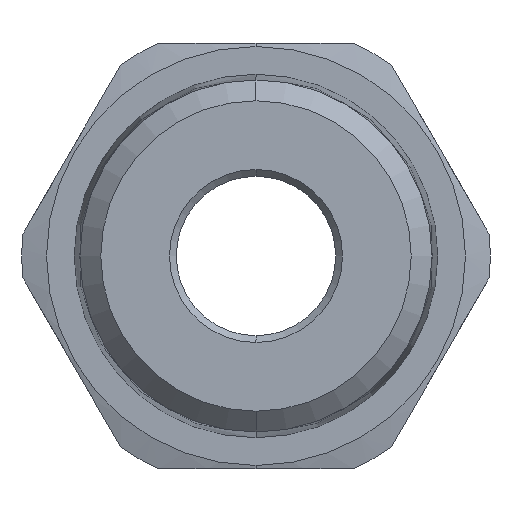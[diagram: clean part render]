
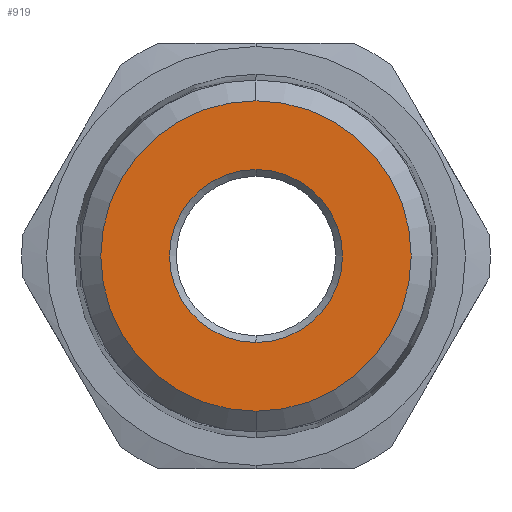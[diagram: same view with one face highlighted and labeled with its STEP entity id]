
A CAD part, left-side view. The second image highlights one B-rep face of the part: STEP entity #919.
In plain terms, the highlighted planar face has unit normal (-1, 0, 0).
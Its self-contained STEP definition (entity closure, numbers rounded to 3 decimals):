
#7 = EDGE_CURVE ( 'NONE', #2770, #371, #2762, .T. ) ;
#45 = CARTESIAN_POINT ( 'NONE',  ( 0., 0., 0. ) ) ;
#54 = EDGE_CURVE ( 'NONE', #1819, #1040, #2347, .T. ) ;
#64 = DIRECTION ( 'NONE',  ( 1., 0., 0. ) ) ;
#92 = DIRECTION ( 'NONE',  ( 0., 0., -1. ) ) ;
#241 = DIRECTION ( 'NONE',  ( -1., 0., 0. ) ) ;
#269 = CARTESIAN_POINT ( 'NONE',  ( 0., 0., -6.4 ) ) ;
#369 = PLANE ( 'NONE',  #525 ) ;
#371 = VERTEX_POINT ( 'NONE', #1090 ) ;
#416 = CARTESIAN_POINT ( 'NONE',  ( 0., 0., 0. ) ) ;
#525 = AXIS2_PLACEMENT_3D ( 'NONE', #827, #2448, #1986 ) ;
#693 = CIRCLE ( 'NONE', #936, 11.487 ) ;
#758 = AXIS2_PLACEMENT_3D ( 'NONE', #45, #241, #1202 ) ;
#819 = DIRECTION ( 'NONE',  ( 0., 0., -1. ) ) ;
#827 = CARTESIAN_POINT ( 'NONE',  ( 0., 0., 0. ) ) ;
#897 = EDGE_LOOP ( 'NONE', ( #1515, #2322 ) ) ;
#919 = ADVANCED_FACE ( 'NONE', ( #2835, #1791 ), #369, .F. ) ;
#936 = AXIS2_PLACEMENT_3D ( 'NONE', #416, #1774, #2933 ) ;
#1040 = VERTEX_POINT ( 'NONE', #269 ) ;
#1090 = CARTESIAN_POINT ( 'NONE',  ( 0., 0., -11.487 ) ) ;
#1145 = AXIS2_PLACEMENT_3D ( 'NONE', #2196, #2892, #819 ) ;
#1173 = EDGE_CURVE ( 'NONE', #371, #2770, #693, .T. ) ;
#1202 = DIRECTION ( 'NONE',  ( 0., 0., -1. ) ) ;
#1294 = CARTESIAN_POINT ( 'NONE',  ( 0., 0., 6.4 ) ) ;
#1376 = ORIENTED_EDGE ( 'NONE', *, *, #1784, .T. ) ;
#1515 = ORIENTED_EDGE ( 'NONE', *, *, #1173, .T. ) ;
#1774 = DIRECTION ( 'NONE',  ( -1., 0., 0. ) ) ;
#1784 = EDGE_CURVE ( 'NONE', #1040, #1819, #2867, .T. ) ;
#1791 = FACE_OUTER_BOUND ( 'NONE', #897, .T. ) ;
#1819 = VERTEX_POINT ( 'NONE', #1294 ) ;
#1907 = AXIS2_PLACEMENT_3D ( 'NONE', #2403, #64, #92 ) ;
#1913 = EDGE_LOOP ( 'NONE', ( #2832, #1376 ) ) ;
#1986 = DIRECTION ( 'NONE',  ( 0., 0., -1. ) ) ;
#2196 = CARTESIAN_POINT ( 'NONE',  ( 0., 0., 0. ) ) ;
#2265 = CARTESIAN_POINT ( 'NONE',  ( 0., 0., 11.487 ) ) ;
#2322 = ORIENTED_EDGE ( 'NONE', *, *, #7, .T. ) ;
#2347 = CIRCLE ( 'NONE', #1907, 6.4 ) ;
#2403 = CARTESIAN_POINT ( 'NONE',  ( 0., 0., 0. ) ) ;
#2448 = DIRECTION ( 'NONE',  ( 1., 0., 0. ) ) ;
#2762 = CIRCLE ( 'NONE', #758, 11.487 ) ;
#2770 = VERTEX_POINT ( 'NONE', #2265 ) ;
#2832 = ORIENTED_EDGE ( 'NONE', *, *, #54, .T. ) ;
#2835 = FACE_BOUND ( 'NONE', #1913, .T. ) ;
#2867 = CIRCLE ( 'NONE', #1145, 6.4 ) ;
#2892 = DIRECTION ( 'NONE',  ( 1., 0., 0. ) ) ;
#2933 = DIRECTION ( 'NONE',  ( 0., 0., -1. ) ) ;
